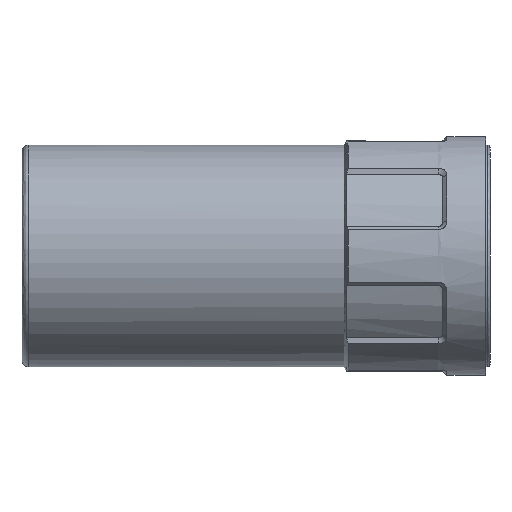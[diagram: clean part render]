
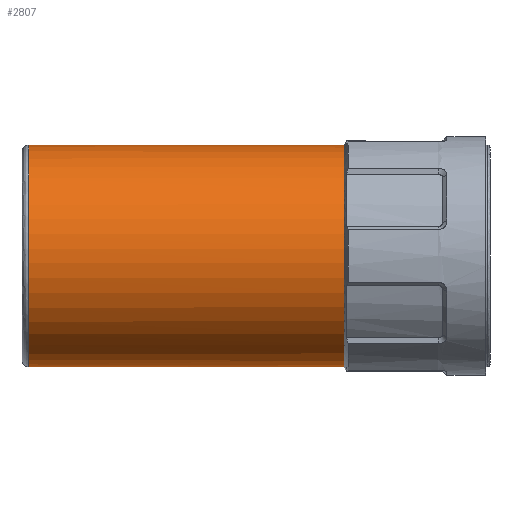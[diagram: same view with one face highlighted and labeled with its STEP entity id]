
A CAD part, left-side view. The second image highlights one B-rep face of the part: STEP entity #2807.
In plain terms, the highlighted free-form (B-spline) face has degree [2, 1] with [5, 2] control points.
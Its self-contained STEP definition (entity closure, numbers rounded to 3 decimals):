
#2807 = ADVANCED_FACE('',(#2808),#2844,.T.);
#2808 = FACE_BOUND('',#2809,.T.);
#2809 = EDGE_LOOP('',(#2810,#2822,#2829,#2839));
#2810 = ORIENTED_EDGE('',*,*,#2811,.F.);
#2811 = EDGE_CURVE('',#2812,#2814,#2816,.T.);
#2812 = VERTEX_POINT('',#2813);
#2813 = CARTESIAN_POINT('',(0.,70.352,17.059));
#2814 = VERTEX_POINT('',#2815);
#2815 = CARTESIAN_POINT('',(0.,70.352,
    -17.059));
#2816 = ( BOUNDED_CURVE() B_SPLINE_CURVE(2,(#2817,#2818,#2819,#2820,
#2821),.UNSPECIFIED.,.F.,.F.) B_SPLINE_CURVE_WITH_KNOTS((3,2,3),(
    0.,1.571,3.142),
.PIECEWISE_BEZIER_KNOTS.) CURVE() GEOMETRIC_REPRESENTATION_ITEM() 
RATIONAL_B_SPLINE_CURVE((1.,0.707,1.,0.707,1.)) 
REPRESENTATION_ITEM('') );
#2817 = CARTESIAN_POINT('',(0.,70.352,17.059));
#2818 = CARTESIAN_POINT('',(-17.059,70.352,
    17.059));
#2819 = CARTESIAN_POINT('',(-17.059,70.352,
    0.));
#2820 = CARTESIAN_POINT('',(-17.059,70.352,
    -17.059));
#2821 = CARTESIAN_POINT('',(0.,70.352,
    -17.059));
#2822 = ORIENTED_EDGE('',*,*,#2823,.F.);
#2823 = EDGE_CURVE('',#2824,#2812,#2826,.T.);
#2824 = VERTEX_POINT('',#2825);
#2825 = CARTESIAN_POINT('',(0.,21.82,
    17.059));
#2826 = B_SPLINE_CURVE_WITH_KNOTS('',1,(#2827,#2828),.UNSPECIFIED.,.F.,
  .F.,(2,2),(0.,36.7),.PIECEWISE_BEZIER_KNOTS.);
#2827 = CARTESIAN_POINT('',(0.,21.82,17.059));
#2828 = CARTESIAN_POINT('',(0.,70.352,17.059));
#2829 = ORIENTED_EDGE('',*,*,#2830,.F.);
#2830 = EDGE_CURVE('',#2831,#2824,#2833,.T.);
#2831 = VERTEX_POINT('',#2832);
#2832 = CARTESIAN_POINT('',(0.,21.82,-17.059));
#2833 = ( BOUNDED_CURVE() B_SPLINE_CURVE(2,(#2834,#2835,#2836,#2837,
#2838),.UNSPECIFIED.,.F.,.F.) B_SPLINE_CURVE_WITH_KNOTS((3,2,3),(
    0.,1.571,3.142),
.PIECEWISE_BEZIER_KNOTS.) CURVE() GEOMETRIC_REPRESENTATION_ITEM() 
RATIONAL_B_SPLINE_CURVE((1.,0.707,1.,0.707,1.)) 
REPRESENTATION_ITEM('') );
#2834 = CARTESIAN_POINT('',(0.,21.82,-17.059));
#2835 = CARTESIAN_POINT('',(-17.059,21.82,
    -17.059));
#2836 = CARTESIAN_POINT('',(-17.059,21.82,
    0.));
#2837 = CARTESIAN_POINT('',(-17.059,21.82,
    17.059));
#2838 = CARTESIAN_POINT('',(0.,21.82,
    17.059));
#2839 = ORIENTED_EDGE('',*,*,#2840,.F.);
#2840 = EDGE_CURVE('',#2814,#2831,#2841,.T.);
#2841 = B_SPLINE_CURVE_WITH_KNOTS('',1,(#2842,#2843),.UNSPECIFIED.,.F.,
  .F.,(2,2),(0.,36.7),.PIECEWISE_BEZIER_KNOTS.);
#2842 = CARTESIAN_POINT('',(0.,70.352,-17.059));
#2843 = CARTESIAN_POINT('',(0.,21.82,-17.059));
#2844 = ( BOUNDED_SURFACE() B_SPLINE_SURFACE(2,1,(
    (#2845,#2846)
    ,(#2847,#2848)
    ,(#2849,#2850)
    ,(#2851,#2852)
    ,(#2853,#2854
)),.UNSPECIFIED.,.F.,.F.,.F.) B_SPLINE_SURFACE_WITH_KNOTS((3,2,3),(2,2),
  (0.,1.571,3.142),(0.,36.7),.PIECEWISE_BEZIER_KNOTS.) 
GEOMETRIC_REPRESENTATION_ITEM() RATIONAL_B_SPLINE_SURFACE((
    (1.,1.)
    ,(0.707,0.707)
    ,(1.,1.)
    ,(0.707,0.707)
,(1.,1.))) REPRESENTATION_ITEM('') SURFACE() );
#2845 = CARTESIAN_POINT('',(0.,21.82,
    17.059));
#2846 = CARTESIAN_POINT('',(0.,70.352,
    17.059));
#2847 = CARTESIAN_POINT('',(-17.059,21.82,
    17.059));
#2848 = CARTESIAN_POINT('',(-17.059,70.352,
    17.059));
#2849 = CARTESIAN_POINT('',(-17.059,21.82,
    0.));
#2850 = CARTESIAN_POINT('',(-17.059,70.352,
    0.));
#2851 = CARTESIAN_POINT('',(-17.059,21.82,
    -17.059));
#2852 = CARTESIAN_POINT('',(-17.059,70.352,
    -17.059));
#2853 = CARTESIAN_POINT('',(0.,21.82,
    -17.059));
#2854 = CARTESIAN_POINT('',(0.,70.352,
    -17.059));
